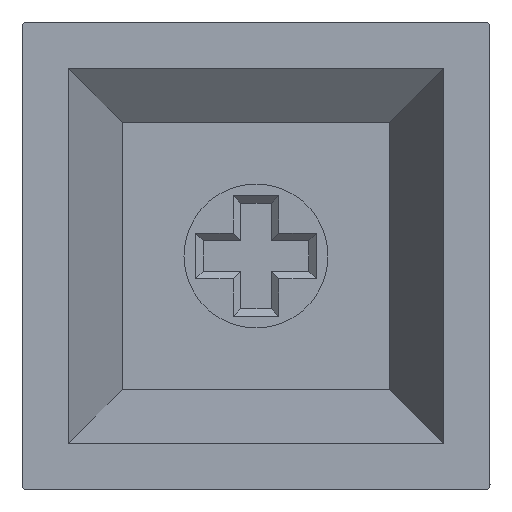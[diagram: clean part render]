
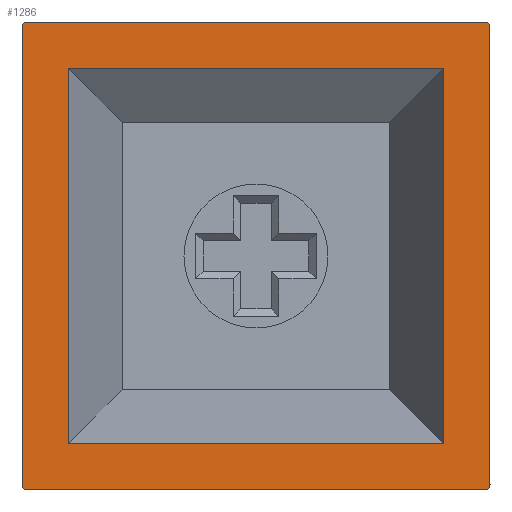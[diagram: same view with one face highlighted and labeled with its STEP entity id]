
A CAD part, front view. The second image highlights one B-rep face of the part: STEP entity #1286.
In plain terms, the highlighted planar face has unit normal (0, -1, 0).
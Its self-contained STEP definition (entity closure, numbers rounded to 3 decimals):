
#50=FACE_BOUND('',#207,.T.);
#60=CIRCLE('',#1381,0.2);
#61=CIRCLE('',#1384,0.2);
#62=CIRCLE('',#1385,0.2);
#63=CIRCLE('',#1386,0.2);
#130=FACE_OUTER_BOUND('',#206,.T.);
#206=EDGE_LOOP('',(#1121,#1122,#1123,#1124,#1125,#1126,#1127,#1128));
#207=EDGE_LOOP('',(#1129,#1130,#1131,#1132));
#344=LINE('',#3015,#494);
#347=LINE('',#3020,#497);
#349=LINE('',#3024,#499);
#351=LINE('',#3027,#501);
#354=LINE('',#3036,#504);
#356=LINE('',#3040,#506);
#357=LINE('',#3044,#507);
#358=LINE('',#3048,#508);
#494=VECTOR('',#1664,10.);
#497=VECTOR('',#1669,10.);
#499=VECTOR('',#1673,10.);
#501=VECTOR('',#1677,10.);
#504=VECTOR('',#1686,10.);
#506=VECTOR('',#1690,10.);
#507=VECTOR('',#1693,10.);
#508=VECTOR('',#1696,10.);
#614=VERTEX_POINT('',#3013);
#615=VERTEX_POINT('',#3014);
#616=VERTEX_POINT('',#3019);
#617=VERTEX_POINT('',#3023);
#618=VERTEX_POINT('',#3029);
#619=VERTEX_POINT('',#3031);
#620=VERTEX_POINT('',#3035);
#621=VERTEX_POINT('',#3039);
#622=VERTEX_POINT('',#3041);
#623=VERTEX_POINT('',#3043);
#624=VERTEX_POINT('',#3045);
#625=VERTEX_POINT('',#3047);
#779=EDGE_CURVE('',#614,#615,#344,.T.);
#782=EDGE_CURVE('',#615,#616,#347,.T.);
#784=EDGE_CURVE('',#616,#617,#349,.T.);
#786=EDGE_CURVE('',#617,#614,#351,.T.);
#788=EDGE_CURVE('',#618,#619,#60,.T.);
#790=EDGE_CURVE('',#619,#620,#354,.T.);
#792=EDGE_CURVE('',#621,#618,#356,.T.);
#793=EDGE_CURVE('',#622,#621,#61,.T.);
#794=EDGE_CURVE('',#623,#622,#357,.T.);
#795=EDGE_CURVE('',#624,#623,#62,.T.);
#796=EDGE_CURVE('',#625,#624,#358,.T.);
#797=EDGE_CURVE('',#620,#625,#63,.T.);
#1121=ORIENTED_EDGE('',*,*,#788,.F.);
#1122=ORIENTED_EDGE('',*,*,#792,.F.);
#1123=ORIENTED_EDGE('',*,*,#793,.F.);
#1124=ORIENTED_EDGE('',*,*,#794,.F.);
#1125=ORIENTED_EDGE('',*,*,#795,.F.);
#1126=ORIENTED_EDGE('',*,*,#796,.F.);
#1127=ORIENTED_EDGE('',*,*,#797,.F.);
#1128=ORIENTED_EDGE('',*,*,#790,.F.);
#1129=ORIENTED_EDGE('',*,*,#779,.T.);
#1130=ORIENTED_EDGE('',*,*,#782,.T.);
#1131=ORIENTED_EDGE('',*,*,#784,.T.);
#1132=ORIENTED_EDGE('',*,*,#786,.T.);
#1216=PLANE('',#1383);
#1286=ADVANCED_FACE('',(#130,#50),#1216,.F.);
#1381=AXIS2_PLACEMENT_3D('',#3032,#1681,#1682);
#1383=AXIS2_PLACEMENT_3D('',#3038,#1688,#1689);
#1384=AXIS2_PLACEMENT_3D('',#3042,#1691,#1692);
#1385=AXIS2_PLACEMENT_3D('',#3046,#1694,#1695);
#1386=AXIS2_PLACEMENT_3D('',#3049,#1697,#1698);
#1664=DIRECTION('',(1.,0.,0.));
#1669=DIRECTION('',(0.,0.,-1.));
#1673=DIRECTION('',(-1.,0.,0.));
#1677=DIRECTION('',(0.,0.,1.));
#1681=DIRECTION('center_axis',(0.,1.,0.));
#1682=DIRECTION('ref_axis',(0.707,0.,0.707));
#1686=DIRECTION('',(0.,0.,-1.));
#1688=DIRECTION('center_axis',(0.,1.,0.));
#1689=DIRECTION('ref_axis',(1.,0.,0.));
#1690=DIRECTION('',(1.,0.,0.));
#1691=DIRECTION('center_axis',(0.,1.,0.));
#1692=DIRECTION('ref_axis',(-0.707,0.,0.707));
#1693=DIRECTION('',(0.,0.,1.));
#1694=DIRECTION('center_axis',(0.,1.,0.));
#1695=DIRECTION('ref_axis',(-0.707,0.,-0.707));
#1696=DIRECTION('',(-1.,0.,0.));
#1697=DIRECTION('center_axis',(0.,1.,0.));
#1698=DIRECTION('ref_axis',(0.707,0.,-0.707));
#3013=CARTESIAN_POINT('',(-7.3,0.,7.3));
#3014=CARTESIAN_POINT('',(7.3,0.,7.3));
#3015=CARTESIAN_POINT('',(-3.65,0.,7.3));
#3019=CARTESIAN_POINT('',(7.3,0.,-7.3));
#3020=CARTESIAN_POINT('',(7.3,0.,3.65));
#3023=CARTESIAN_POINT('',(-7.3,0.,-7.3));
#3024=CARTESIAN_POINT('',(3.65,0.,-7.3));
#3027=CARTESIAN_POINT('',(-7.3,0.,-3.65));
#3029=CARTESIAN_POINT('',(8.9,0.,9.1));
#3031=CARTESIAN_POINT('',(9.1,0.,8.9));
#3032=CARTESIAN_POINT('Origin',(8.9,0.,8.9));
#3035=CARTESIAN_POINT('',(9.1,0.,-8.9));
#3036=CARTESIAN_POINT('',(9.1,0.,9.1));
#3038=CARTESIAN_POINT('Origin',(0.,0.,0.));
#3039=CARTESIAN_POINT('',(-8.9,0.,9.1));
#3040=CARTESIAN_POINT('',(-9.1,0.,9.1));
#3041=CARTESIAN_POINT('',(-9.1,0.,8.9));
#3042=CARTESIAN_POINT('Origin',(-8.9,0.,8.9));
#3043=CARTESIAN_POINT('',(-9.1,0.,-8.9));
#3044=CARTESIAN_POINT('',(-9.1,0.,-9.1));
#3045=CARTESIAN_POINT('',(-8.9,0.,-9.1));
#3046=CARTESIAN_POINT('Origin',(-8.9,0.,-8.9));
#3047=CARTESIAN_POINT('',(8.9,0.,-9.1));
#3048=CARTESIAN_POINT('',(9.1,0.,-9.1));
#3049=CARTESIAN_POINT('Origin',(8.9,0.,-8.9));
